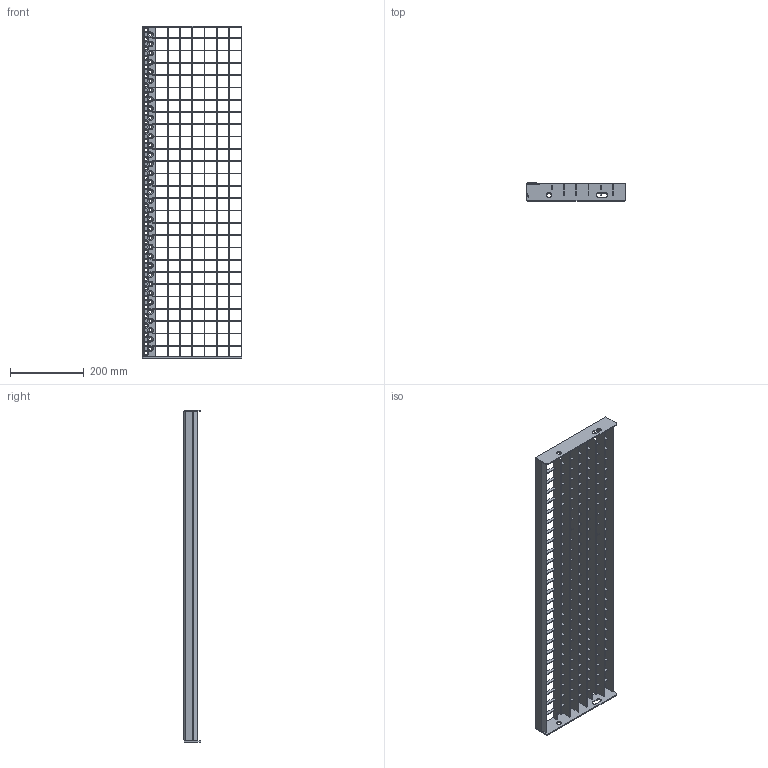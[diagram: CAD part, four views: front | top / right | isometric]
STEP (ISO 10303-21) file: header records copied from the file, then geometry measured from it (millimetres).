
FILE_DESCRIPTION (( 'STEP AP214' ), '1' );
FILE_NAME ('MG-Tread_Industrial-ASN-900x270x30-F260000101.STEP', '2021-11-25T06:24:14', ( '' ), ( '' ), 'SwSTEP 2.0', 'SolidWorks 2021', '' );
FILE_SCHEMA (( 'AUTOMOTIVE_DESIGN' ));
Length unit declared in the file: millimetre
Products named in the file (6): LAMEL 2X10X243; ENDEPLADE 45X270X2; FORKANT 37X36X894X2 O2 OPTRÆK; BÆRESTAV_UDHAK_ 25X894X2_33X33; MG-Tread_Industrial-ASN-900x270x30-F260000101; BÆRESTAV 25X894X2_33X33
Assembly tree (36 placements, depth 2):
  MG-Tread_Industrial-ASN-900x270x30-F260000101
    FORKANT 37X36X894X2 O2 OPTRÆK
    ENDEPLADE 45X270X2  x2
    BÆRESTAV 25X894X2_33X33  x5
    LAMEL 2X10X243  x26
    BÆRESTAV_UDHAK_ 25X894X2_33X33  x2
Bounding box: 270 x 48 x 899 mm (x, y, z)
Volume: 687016.4 mm3; surface area: 735671.4 mm2
Topology: 36 solids, 36 shells, 1750 faces, 4734 edges, 3056 vertices
Faces by surface type: plane 1020, cone 426, torus 284, cylinder 20
Entity records: 31640 total; most frequent: DIRECTION 6092, CARTESIAN_POINT 5269, ORIENTED_EDGE 5220, EDGE_CURVE 2610, AXIS2_PLACEMENT_3D 2463, VERTEX_POINT 1640, CIRCLE 1444, VECTOR 1166
